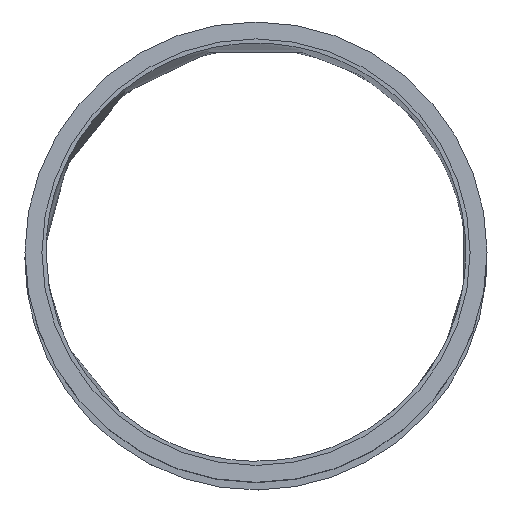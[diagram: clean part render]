
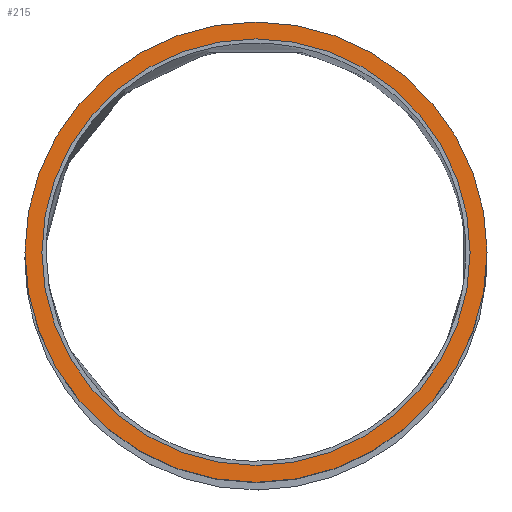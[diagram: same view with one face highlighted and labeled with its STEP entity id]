
A CAD part, top view. The second image highlights one B-rep face of the part: STEP entity #215.
In plain terms, the highlighted planar face has unit normal (0, 0.087, 0.996).
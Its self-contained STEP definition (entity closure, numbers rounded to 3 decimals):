
#73=CARTESIAN_POINT('',(-75.75,2.297,52.605));
#74=VERTEX_POINT('',#73);
#86=CARTESIAN_POINT('',(75.75,2.297,52.605));
#87=VERTEX_POINT('',#86);
#132=CARTESIAN_POINT('',(-81.75,2.297,52.605));
#133=VERTEX_POINT('',#132);
#134=CARTESIAN_POINT('',(0.0,2.297,52.605));
#135=DIRECTION('',(0.0,0.087,0.996));
#136=DIRECTION('',(1.0,0.0,0.0));
#137=AXIS2_PLACEMENT_3D('',#134,#135,#136);
#138=CIRCLE('',#137,81.75);
#139=EDGE_CURVE('',#133,#133,#138,.T.);
#191=CARTESIAN_POINT('',(0.0,2.297,52.605));
#192=DIRECTION('',(0.0,0.087,0.996));
#193=DIRECTION('',(1.0,0.0,0.0));
#194=AXIS2_PLACEMENT_3D('',#191,#192,#193);
#195=PLANE('',#194);
#196=ORIENTED_EDGE('',*,*,#139,.T.);
#197=EDGE_LOOP('',(#196));
#198=FACE_OUTER_BOUND('',#197,.T.);
#199=CARTESIAN_POINT('',(0.0,2.297,52.605));
#200=DIRECTION('',(0.0,0.087,0.996));
#201=DIRECTION('',(-1.0,0.0,0.0));
#202=AXIS2_PLACEMENT_3D('',#199,#200,#201);
#203=CIRCLE('',#202,75.75);
#204=EDGE_CURVE('',#87,#74,#203,.T.);
#205=ORIENTED_EDGE('',*,*,#204,.F.);
#206=CARTESIAN_POINT('',(0.0,2.297,52.605));
#207=DIRECTION('',(0.0,0.087,0.996));
#208=DIRECTION('',(-1.0,0.0,0.0));
#209=AXIS2_PLACEMENT_3D('',#206,#207,#208);
#210=CIRCLE('',#209,75.75);
#211=EDGE_CURVE('',#74,#87,#210,.T.);
#212=ORIENTED_EDGE('',*,*,#211,.F.);
#213=EDGE_LOOP('',(#205,#212));
#214=FACE_BOUND('',#213,.T.);
#215=ADVANCED_FACE('',(#198,#214),#195,.T.);
